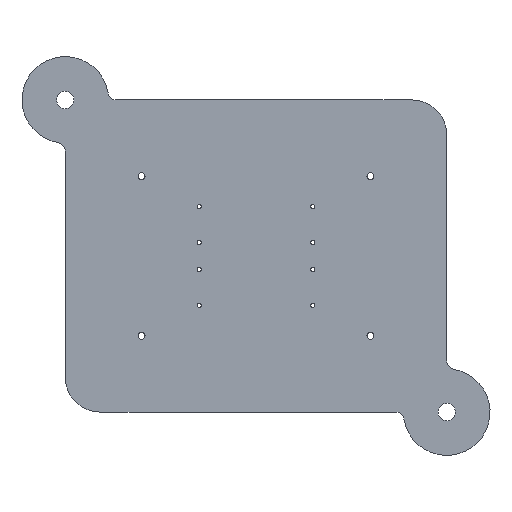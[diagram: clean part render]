
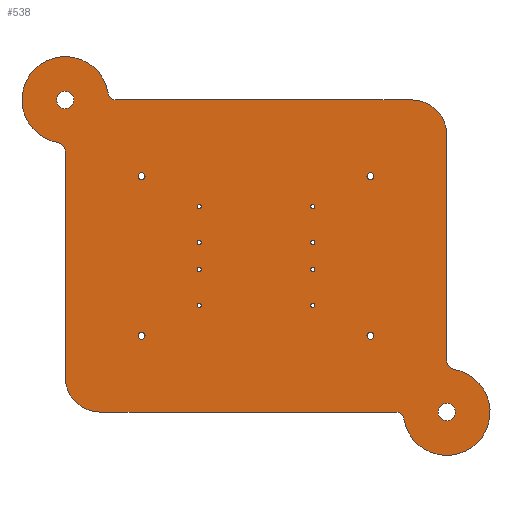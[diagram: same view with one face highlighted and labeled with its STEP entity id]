
A CAD part, front view. The second image highlights one B-rep face of the part: STEP entity #538.
In plain terms, the highlighted planar face has unit normal (0, -1, 0).
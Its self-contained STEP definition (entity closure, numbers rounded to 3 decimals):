
#20=PLANE('',#612);
#23=LINE('',#861,#43);
#29=LINE('',#885,#49);
#33=LINE('',#897,#53);
#39=LINE('',#920,#59);
#43=VECTOR('',#709,85.21);
#49=VECTOR('',#735,65.21);
#53=VECTOR('',#747,85.21);
#59=VECTOR('',#773,65.21);
#89=FACE_BOUND('',#187,.T.);
#90=FACE_BOUND('',#188,.T.);
#91=FACE_BOUND('',#189,.T.);
#92=FACE_BOUND('',#190,.T.);
#93=FACE_BOUND('',#191,.T.);
#94=FACE_BOUND('',#192,.T.);
#95=FACE_BOUND('',#193,.T.);
#96=FACE_BOUND('',#194,.T.);
#97=FACE_BOUND('',#195,.T.);
#98=FACE_BOUND('',#196,.T.);
#99=FACE_BOUND('',#197,.T.);
#100=FACE_BOUND('',#198,.T.);
#101=FACE_BOUND('',#199,.T.);
#102=FACE_BOUND('',#200,.T.);
#130=FACE_OUTER_BOUND('',#186,.T.);
#186=EDGE_LOOP('',(#463,#464,#465,#466,#467,#468,#469,#470,#471,#472,#473,
#474));
#187=EDGE_LOOP('',(#475));
#188=EDGE_LOOP('',(#476));
#189=EDGE_LOOP('',(#477));
#190=EDGE_LOOP('',(#478));
#191=EDGE_LOOP('',(#479));
#192=EDGE_LOOP('',(#480));
#193=EDGE_LOOP('',(#481));
#194=EDGE_LOOP('',(#482));
#195=EDGE_LOOP('',(#483));
#196=EDGE_LOOP('',(#484));
#197=EDGE_LOOP('',(#485));
#198=EDGE_LOOP('',(#486));
#199=EDGE_LOOP('',(#487));
#200=EDGE_LOOP('',(#488));
#202=CIRCLE('',#543,2.5);
#204=CIRCLE('',#546,2.5);
#206=CIRCLE('',#549,1.);
#208=CIRCLE('',#552,1.);
#210=CIRCLE('',#555,1.);
#212=CIRCLE('',#558,1.);
#214=CIRCLE('',#561,0.6);
#216=CIRCLE('',#564,0.6);
#218=CIRCLE('',#567,0.6);
#220=CIRCLE('',#570,0.6);
#222=CIRCLE('',#573,0.6);
#224=CIRCLE('',#576,0.6);
#226=CIRCLE('',#579,0.6);
#228=CIRCLE('',#582,0.6);
#229=CIRCLE('',#584,10.);
#231=CIRCLE('',#588,2.5);
#233=CIRCLE('',#591,12.5);
#235=CIRCLE('',#594,2.5);
#237=CIRCLE('',#598,10.);
#239=CIRCLE('',#602,2.5);
#241=CIRCLE('',#605,12.5);
#243=CIRCLE('',#608,2.5);
#246=VERTEX_POINT('',#783);
#248=VERTEX_POINT('',#788);
#250=VERTEX_POINT('',#793);
#252=VERTEX_POINT('',#798);
#254=VERTEX_POINT('',#803);
#256=VERTEX_POINT('',#808);
#258=VERTEX_POINT('',#813);
#260=VERTEX_POINT('',#818);
#262=VERTEX_POINT('',#823);
#264=VERTEX_POINT('',#828);
#266=VERTEX_POINT('',#833);
#268=VERTEX_POINT('',#838);
#270=VERTEX_POINT('',#843);
#272=VERTEX_POINT('',#848);
#273=VERTEX_POINT('',#851);
#274=VERTEX_POINT('',#852);
#277=VERTEX_POINT('',#860);
#279=VERTEX_POINT('',#866);
#281=VERTEX_POINT('',#872);
#283=VERTEX_POINT('',#878);
#285=VERTEX_POINT('',#884);
#287=VERTEX_POINT('',#890);
#289=VERTEX_POINT('',#896);
#291=VERTEX_POINT('',#902);
#293=VERTEX_POINT('',#908);
#295=VERTEX_POINT('',#914);
#298=EDGE_CURVE('',#246,#246,#202,.T.);
#300=EDGE_CURVE('',#248,#248,#204,.T.);
#302=EDGE_CURVE('',#250,#250,#206,.T.);
#304=EDGE_CURVE('',#252,#252,#208,.T.);
#306=EDGE_CURVE('',#254,#254,#210,.T.);
#308=EDGE_CURVE('',#256,#256,#212,.T.);
#310=EDGE_CURVE('',#258,#258,#214,.T.);
#312=EDGE_CURVE('',#260,#260,#216,.T.);
#314=EDGE_CURVE('',#262,#262,#218,.T.);
#316=EDGE_CURVE('',#264,#264,#220,.T.);
#318=EDGE_CURVE('',#266,#266,#222,.T.);
#320=EDGE_CURVE('',#268,#268,#224,.T.);
#322=EDGE_CURVE('',#270,#270,#226,.T.);
#324=EDGE_CURVE('',#272,#272,#228,.T.);
#325=EDGE_CURVE('',#273,#274,#229,.T.);
#329=EDGE_CURVE('',#277,#273,#23,.T.);
#332=EDGE_CURVE('',#279,#277,#231,.T.);
#335=EDGE_CURVE('',#281,#279,#233,.T.);
#338=EDGE_CURVE('',#283,#281,#235,.T.);
#341=EDGE_CURVE('',#285,#283,#29,.T.);
#344=EDGE_CURVE('',#287,#285,#237,.T.);
#347=EDGE_CURVE('',#289,#287,#33,.T.);
#350=EDGE_CURVE('',#291,#289,#239,.T.);
#353=EDGE_CURVE('',#293,#291,#241,.T.);
#356=EDGE_CURVE('',#295,#293,#243,.T.);
#359=EDGE_CURVE('',#274,#295,#39,.T.);
#463=ORIENTED_EDGE('',*,*,#359,.F.);
#464=ORIENTED_EDGE('',*,*,#325,.F.);
#465=ORIENTED_EDGE('',*,*,#329,.F.);
#466=ORIENTED_EDGE('',*,*,#332,.F.);
#467=ORIENTED_EDGE('',*,*,#335,.F.);
#468=ORIENTED_EDGE('',*,*,#338,.F.);
#469=ORIENTED_EDGE('',*,*,#341,.F.);
#470=ORIENTED_EDGE('',*,*,#344,.F.);
#471=ORIENTED_EDGE('',*,*,#347,.F.);
#472=ORIENTED_EDGE('',*,*,#350,.F.);
#473=ORIENTED_EDGE('',*,*,#353,.F.);
#474=ORIENTED_EDGE('',*,*,#356,.F.);
#475=ORIENTED_EDGE('',*,*,#298,.T.);
#476=ORIENTED_EDGE('',*,*,#300,.T.);
#477=ORIENTED_EDGE('',*,*,#302,.T.);
#478=ORIENTED_EDGE('',*,*,#304,.T.);
#479=ORIENTED_EDGE('',*,*,#306,.T.);
#480=ORIENTED_EDGE('',*,*,#308,.T.);
#481=ORIENTED_EDGE('',*,*,#310,.T.);
#482=ORIENTED_EDGE('',*,*,#312,.T.);
#483=ORIENTED_EDGE('',*,*,#314,.T.);
#484=ORIENTED_EDGE('',*,*,#316,.T.);
#485=ORIENTED_EDGE('',*,*,#318,.T.);
#486=ORIENTED_EDGE('',*,*,#320,.T.);
#487=ORIENTED_EDGE('',*,*,#322,.T.);
#488=ORIENTED_EDGE('',*,*,#324,.T.);
#538=ADVANCED_FACE('',(#130,#89,#90,#91,#92,#93,#94,#95,#96,#97,#98,#99,
#100,#101,#102),#20,.F.);
#543=AXIS2_PLACEMENT_3D('',#784,#619,#620);
#546=AXIS2_PLACEMENT_3D('',#789,#625,#626);
#549=AXIS2_PLACEMENT_3D('',#794,#631,#632);
#552=AXIS2_PLACEMENT_3D('',#799,#637,#638);
#555=AXIS2_PLACEMENT_3D('',#804,#643,#644);
#558=AXIS2_PLACEMENT_3D('',#809,#649,#650);
#561=AXIS2_PLACEMENT_3D('',#814,#655,#656);
#564=AXIS2_PLACEMENT_3D('',#819,#661,#662);
#567=AXIS2_PLACEMENT_3D('',#824,#667,#668);
#570=AXIS2_PLACEMENT_3D('',#829,#673,#674);
#573=AXIS2_PLACEMENT_3D('',#834,#679,#680);
#576=AXIS2_PLACEMENT_3D('',#839,#685,#686);
#579=AXIS2_PLACEMENT_3D('',#844,#691,#692);
#582=AXIS2_PLACEMENT_3D('',#849,#697,#698);
#584=AXIS2_PLACEMENT_3D('',#853,#701,#702);
#588=AXIS2_PLACEMENT_3D('',#867,#714,#715);
#591=AXIS2_PLACEMENT_3D('',#873,#721,#722);
#594=AXIS2_PLACEMENT_3D('',#879,#728,#729);
#598=AXIS2_PLACEMENT_3D('',#891,#740,#741);
#602=AXIS2_PLACEMENT_3D('',#903,#752,#753);
#605=AXIS2_PLACEMENT_3D('',#909,#759,#760);
#608=AXIS2_PLACEMENT_3D('',#915,#766,#767);
#612=AXIS2_PLACEMENT_3D('',#923,#777,#778);
#619=DIRECTION('center_axis',(0.,1.,0.));
#620=DIRECTION('ref_axis',(1.,0.,0.));
#625=DIRECTION('center_axis',(0.,1.,0.));
#626=DIRECTION('ref_axis',(1.,0.,0.));
#631=DIRECTION('center_axis',(0.,1.,0.));
#632=DIRECTION('ref_axis',(1.,0.,0.));
#637=DIRECTION('center_axis',(0.,1.,0.));
#638=DIRECTION('ref_axis',(1.,0.,0.));
#643=DIRECTION('center_axis',(0.,1.,0.));
#644=DIRECTION('ref_axis',(1.,0.,0.));
#649=DIRECTION('center_axis',(0.,1.,0.));
#650=DIRECTION('ref_axis',(1.,0.,0.));
#655=DIRECTION('center_axis',(0.,1.,0.));
#656=DIRECTION('ref_axis',(1.,0.,0.));
#661=DIRECTION('center_axis',(0.,1.,0.));
#662=DIRECTION('ref_axis',(1.,0.,0.));
#667=DIRECTION('center_axis',(0.,1.,0.));
#668=DIRECTION('ref_axis',(1.,0.,0.));
#673=DIRECTION('center_axis',(0.,1.,0.));
#674=DIRECTION('ref_axis',(1.,0.,0.));
#679=DIRECTION('center_axis',(0.,1.,0.));
#680=DIRECTION('ref_axis',(1.,0.,0.));
#685=DIRECTION('center_axis',(0.,1.,0.));
#686=DIRECTION('ref_axis',(1.,0.,0.));
#691=DIRECTION('center_axis',(0.,1.,0.));
#692=DIRECTION('ref_axis',(1.,0.,0.));
#697=DIRECTION('center_axis',(0.,1.,0.));
#698=DIRECTION('ref_axis',(1.,0.,0.));
#701=DIRECTION('center_axis',(0.,1.,0.));
#702=DIRECTION('ref_axis',(0.,0.,-1.));
#709=DIRECTION('',(-1.,0.,0.));
#714=DIRECTION('center_axis',(0.,-1.,0.));
#715=DIRECTION('ref_axis',(0.,0.,-1.));
#721=DIRECTION('center_axis',(0.,1.,0.));
#722=DIRECTION('ref_axis',(0.167,0.,0.986));
#728=DIRECTION('center_axis',(0.,-1.,0.));
#729=DIRECTION('ref_axis',(0.167,0.,0.986));
#735=DIRECTION('',(0.,0.,-1.));
#740=DIRECTION('center_axis',(0.,1.,0.));
#741=DIRECTION('ref_axis',(0.,0.,1.));
#747=DIRECTION('',(1.,0.,0.));
#752=DIRECTION('center_axis',(0.,-1.,0.));
#753=DIRECTION('ref_axis',(0.,0.,1.));
#759=DIRECTION('center_axis',(0.,1.,0.));
#760=DIRECTION('ref_axis',(-0.167,0.,-0.986));
#766=DIRECTION('center_axis',(0.,-1.,0.));
#767=DIRECTION('ref_axis',(-0.167,0.,-0.986));
#773=DIRECTION('',(0.,0.,1.));
#777=DIRECTION('center_axis',(0.,1.,0.));
#778=DIRECTION('ref_axis',(0.,0.,1.));
#783=CARTESIAN_POINT('',(-92.5,0.,20.));
#784=CARTESIAN_POINT('Origin',(-90.,0.,20.));
#788=CARTESIAN_POINT('',(17.5,0.,-70.));
#789=CARTESIAN_POINT('Origin',(20.,0.,-70.));
#793=CARTESIAN_POINT('',(-3.,0.,-2.));
#794=CARTESIAN_POINT('Origin',(-2.,0.,-2.));
#798=CARTESIAN_POINT('',(-3.,0.,-48.));
#799=CARTESIAN_POINT('Origin',(-2.,0.,-48.));
#803=CARTESIAN_POINT('',(-69.,0.,-2.));
#804=CARTESIAN_POINT('Origin',(-68.,0.,-2.));
#808=CARTESIAN_POINT('',(-69.,0.,-48.));
#809=CARTESIAN_POINT('Origin',(-68.,0.,-48.));
#813=CARTESIAN_POINT('',(-19.209,0.,-39.232));
#814=CARTESIAN_POINT('Origin',(-18.609,0.,-39.232));
#818=CARTESIAN_POINT('',(-19.209,0.,-28.88));
#819=CARTESIAN_POINT('Origin',(-18.609,0.,-28.88));
#823=CARTESIAN_POINT('',(-19.209,0.,-10.764));
#824=CARTESIAN_POINT('Origin',(-18.609,0.,-10.764));
#828=CARTESIAN_POINT('',(-51.992,0.,-28.88));
#829=CARTESIAN_POINT('Origin',(-51.392,0.,-28.88));
#833=CARTESIAN_POINT('',(-51.992,0.,-10.764));
#834=CARTESIAN_POINT('Origin',(-51.392,0.,-10.764));
#838=CARTESIAN_POINT('',(-51.992,0.,-21.116));
#839=CARTESIAN_POINT('Origin',(-51.392,0.,-21.116));
#843=CARTESIAN_POINT('',(-19.209,0.,-21.116));
#844=CARTESIAN_POINT('Origin',(-18.609,0.,-21.116));
#848=CARTESIAN_POINT('',(-51.992,0.,-39.232));
#849=CARTESIAN_POINT('Origin',(-51.392,0.,-39.232));
#851=CARTESIAN_POINT('',(-80.,0.,-70.));
#852=CARTESIAN_POINT('',(-90.,0.,-60.));
#853=CARTESIAN_POINT('Origin',(-80.,0.,-60.));
#860=CARTESIAN_POINT('',(5.21,0.,-70.));
#861=CARTESIAN_POINT('',(5.21,0.,-70.));
#866=CARTESIAN_POINT('',(7.675,0.,-72.083));
#867=CARTESIAN_POINT('Origin',(5.21,0.,-72.5));
#872=CARTESIAN_POINT('',(22.083,0.,-57.675));
#873=CARTESIAN_POINT('Origin',(20.,0.,-70.));
#878=CARTESIAN_POINT('',(20.,0.,-55.21));
#879=CARTESIAN_POINT('Origin',(22.5,0.,-55.21));
#884=CARTESIAN_POINT('',(20.,0.,10.));
#885=CARTESIAN_POINT('',(20.,0.,10.));
#890=CARTESIAN_POINT('',(10.,0.,20.));
#891=CARTESIAN_POINT('Origin',(10.,0.,10.));
#896=CARTESIAN_POINT('',(-75.21,0.,20.));
#897=CARTESIAN_POINT('',(-75.21,0.,20.));
#902=CARTESIAN_POINT('',(-77.675,0.,22.083));
#903=CARTESIAN_POINT('Origin',(-75.21,0.,22.5));
#908=CARTESIAN_POINT('',(-92.083,0.,7.675));
#909=CARTESIAN_POINT('Origin',(-90.,0.,20.));
#914=CARTESIAN_POINT('',(-90.,0.,5.21));
#915=CARTESIAN_POINT('Origin',(-92.5,0.,5.21));
#920=CARTESIAN_POINT('',(-90.,0.,-55.21));
#923=CARTESIAN_POINT('Origin',(-35.,0.,-25.));
